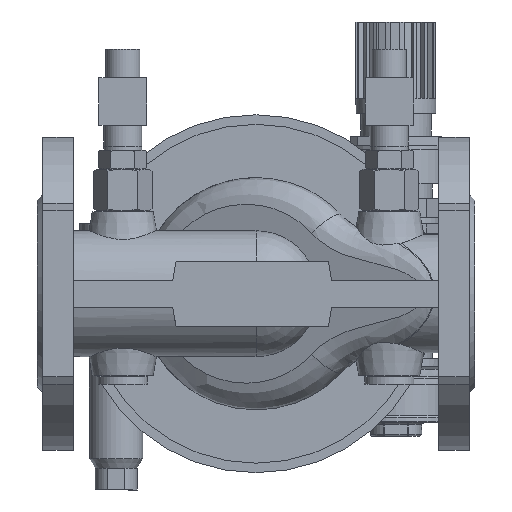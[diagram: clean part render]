
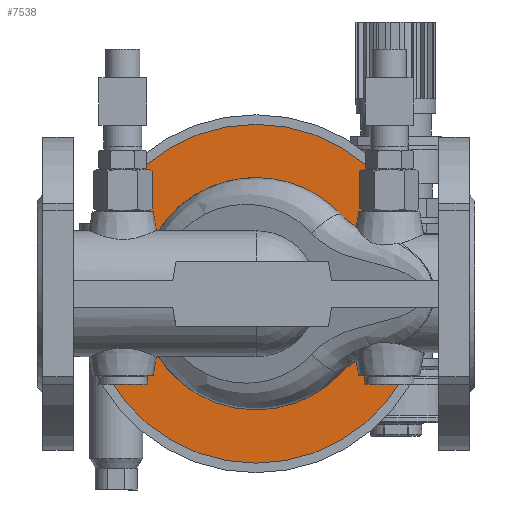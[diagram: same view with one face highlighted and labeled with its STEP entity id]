
A CAD part, front view. The second image highlights one B-rep face of the part: STEP entity #7538.
In plain terms, the highlighted planar face has unit normal (0, -1, 0).
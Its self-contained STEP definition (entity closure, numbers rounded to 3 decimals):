
#1016 = EDGE_CURVE ( 'NONE', #33869, #33869, #23087, .T. ) ;
#1467 = AXIS2_PLACEMENT_3D ( 'NONE', #11963, #11964, #11965 ) ;
#6794 = AXIS2_PLACEMENT_3D ( 'NONE', #18013, #18024, #18025 ) ;
#7538 = ADVANCED_FACE ( 'NONE', ( #16286, #16290 ), #18019, .T. ) ;
#8675 = EDGE_CURVE ( 'NONE', #33892, #33892, #11570, .T. ) ;
#11570 = CIRCLE ( 'NONE', #17902, 61. ) ;
#11963 = CARTESIAN_POINT ( 'NONE',  ( 0., 79., 0. ) ) ;
#11964 = DIRECTION ( 'NONE',  ( 0., -1., 0. ) ) ;
#11965 = DIRECTION ( 'NONE',  ( 0., 0., -1. ) ) ;
#16286 = FACE_OUTER_BOUND ( 'NONE', #37060, .T. ) ;
#16290 = FACE_BOUND ( 'NONE', #37076, .T. ) ;
#17902 = AXIS2_PLACEMENT_3D ( 'NONE', #20065, #20066, #20067 ) ;
#18013 = CARTESIAN_POINT ( 'NONE',  ( 61., 79., 0. ) ) ;
#18019 = PLANE ( 'NONE',  #6794 ) ;
#18024 = DIRECTION ( 'NONE',  ( 0., -1., 0. ) ) ;
#18025 = DIRECTION ( 'NONE',  ( 0., 0., -1. ) ) ;
#20065 = CARTESIAN_POINT ( 'NONE',  ( 0., 79., 0. ) ) ;
#20066 = DIRECTION ( 'NONE',  ( 0., 1., 0. ) ) ;
#20067 = DIRECTION ( 'NONE',  ( 0., 0., -1. ) ) ;
#23087 = CIRCLE ( 'NONE', #1467, 89. ) ;
#27389 = ORIENTED_EDGE ( 'NONE', *, *, #1016, .T. ) ;
#27474 = ORIENTED_EDGE ( 'NONE', *, *, #8675, .T. ) ;
#33869 = VERTEX_POINT ( 'NONE', #35682 ) ;
#33892 = VERTEX_POINT ( 'NONE', #35705 ) ;
#35682 = CARTESIAN_POINT ( 'NONE',  ( 0., 79., -89. ) ) ;
#35705 = CARTESIAN_POINT ( 'NONE',  ( 0., 79., -61. ) ) ;
#37060 = EDGE_LOOP ( 'NONE', ( #27389 ) ) ;
#37076 = EDGE_LOOP ( 'NONE', ( #27474 ) ) ;
